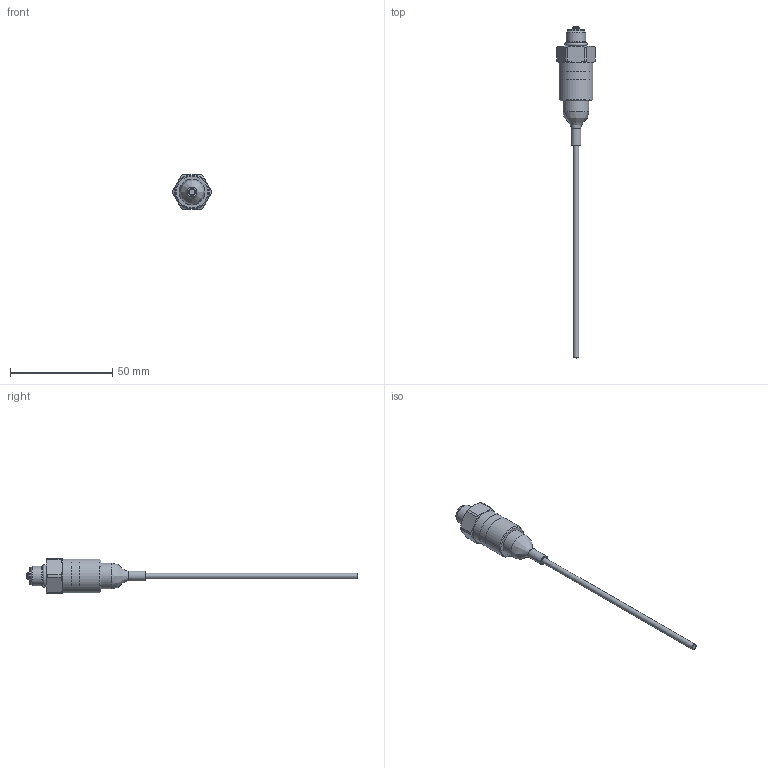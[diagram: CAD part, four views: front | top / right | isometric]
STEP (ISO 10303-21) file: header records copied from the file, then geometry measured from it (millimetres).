
FILE_DESCRIPTION (( 'STEP AP214' ), '1' );
FILE_NAME ('PDC167-12-08.STEP', '2019-09-12T09:10:05', ( '' ), ( '' ), 'SwSTEP 2.0', 'SolidWorks 2015', '' );
FILE_SCHEMA (( 'AUTOMOTIVE_DESIGN' ));
Length unit declared in the file: millimetre
Products named in the file (1): PDC167-12-08
Bounding box: 19 x 162.37 x 17 mm (x, y, z)
Surface area: 4103.2 mm2 (no closed solid volume)
Topology: 0 solids, 8 shells, 53 faces, 116 edges, 72 vertices
Faces by surface type: cylinder 18, cone 17, plane 15, torus 2, bspline 1
Full cylindrical faces by diameter (mm): 1.5 x1, 2.45 x1, 2.8 x1, 3.5 x1, 3.6 x1, 4.8 x1, 8 x1, 9.525 x1, 12.6 x1, 16.6 x3
Entity records: 2125 total; most frequent: CARTESIAN_POINT 451, DIRECTION 232, ORIENTED_EDGE 175, AXIS2_PLACEMENT_3D 110, EDGE_CURVE 95, EDGE_LOOP 81, VERTEX_POINT 71, FACE_OUTER_BOUND 66
